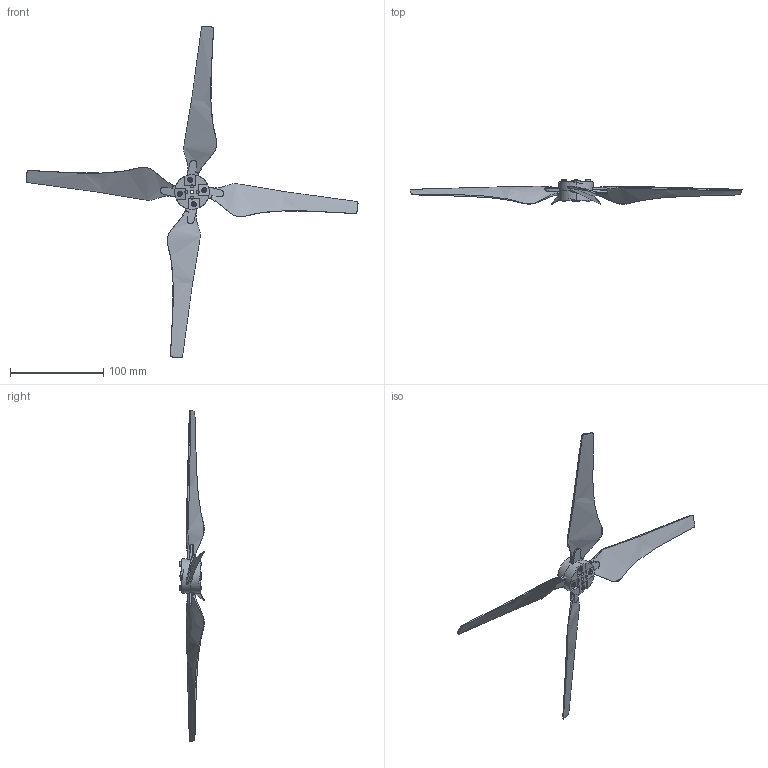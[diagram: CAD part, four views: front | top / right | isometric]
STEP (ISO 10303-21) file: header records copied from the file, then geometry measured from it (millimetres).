
FILE_DESCRIPTION (( 'STEP AP214' ), '1' );
FILE_NAME ('Propeller_subassy.STEP', '2026-01-20T20:02:35', ( '' ), ( '' ), 'SwSTEP 2.0', 'SolidWorks 2025', '' );
FILE_SCHEMA (( 'AUTOMOTIVE_DESIGN' ));
Length unit declared in the file: millimetre
Products named in the file (6): Hub_Bottom_final_pitch_10deg_CCW; Propeller_CW; Hub_top_pitch_10deg_CCW; 94180A331_Tapered Heat-Set Inserts for Plastic_94180A331; Propeller_subassy; 91290A123_Alloy Steel Socket Head Screw_91290A123
Assembly tree (14 placements, depth 2):
  Propeller_subassy
    Hub_Bottom_final_pitch_10deg_CCW
    Propeller_CW  x4
    Hub_top_pitch_10deg_CCW
    94180A331_Tapered Heat-Set Inserts for Plastic_94180A331  x4
    91290A123_Alloy Steel Socket Head Screw_91290A123  x4
Bounding box: 355.31 x 26.34 x 355.31 mm (x, y, z)
Volume: 52704.5 mm3; surface area: 43890.1 mm2
Topology: 14 solids, 14 shells, 1618 faces, 4270 edges, 2696 vertices
Faces by surface type: cylinder 720, bspline 432, plane 362, cone 88, torus 16
Entity records: 32653 total; most frequent: CARTESIAN_POINT 21233, ORIENTED_EDGE 2822, DIRECTION 1938, EDGE_CURVE 1411, VERTEX_POINT 899, AXIS2_PLACEMENT_3D 770, EDGE_LOOP 562, FACE_OUTER_BOUND 526
